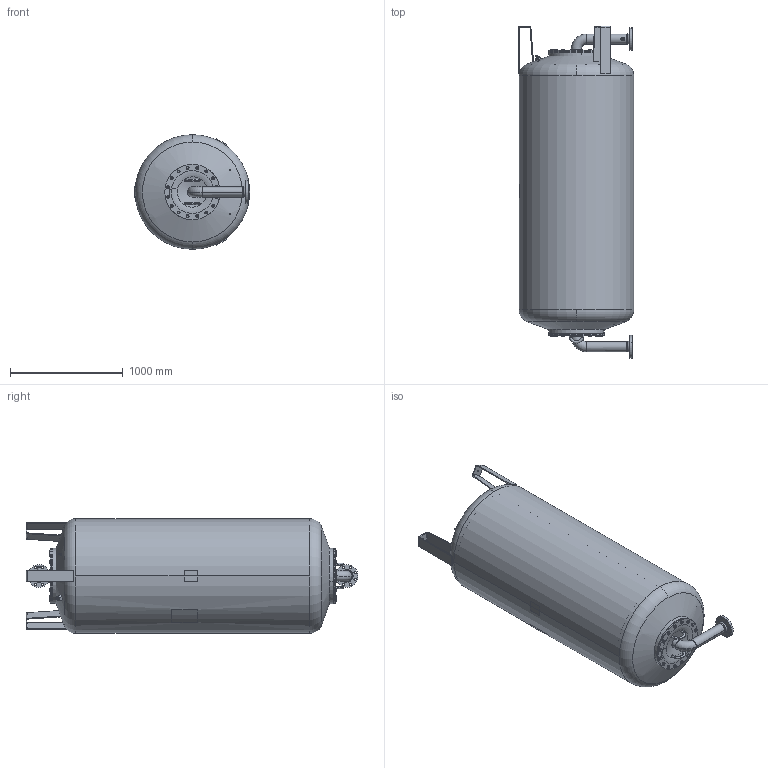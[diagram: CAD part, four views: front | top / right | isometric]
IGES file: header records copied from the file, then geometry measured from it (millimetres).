
Global section: file name: No Iges File Name specified; native system: Autodesk Inventor 2009; preprocessor: AutoDesk Inventor Iges Exporter R2009; author: CADJOBServer; date: 20091020.130806; units: millimetre
Bounding box: 1023.25 x 2941.29 x 1016 mm (x, y, z)
Volume: 105751481.6 mm3; surface area: 27438094.3 mm2
Topology: 57 solids, 57 shells, 2065 faces, 5128 edges, 3326 vertices
Faces by surface type: plane 755, bspline 375, cone 326, cylinder 269, revolution 222, torus 104, sphere 14
